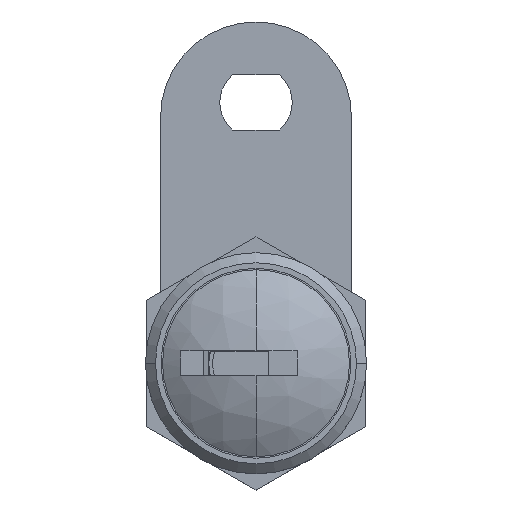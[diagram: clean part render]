
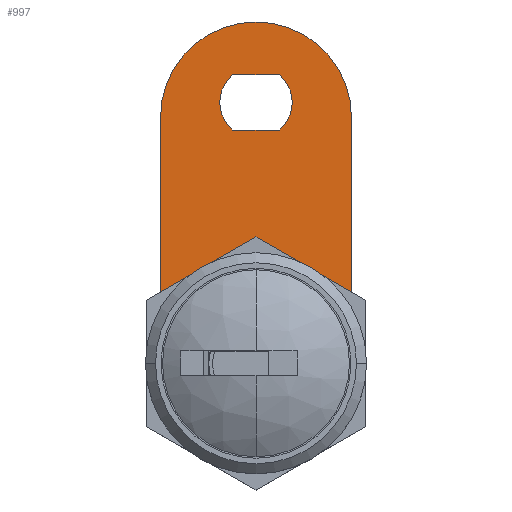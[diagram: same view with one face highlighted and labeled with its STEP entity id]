
A CAD part, top view. The second image highlights one B-rep face of the part: STEP entity #997.
In plain terms, the highlighted planar face has unit normal (0, 0, 1).
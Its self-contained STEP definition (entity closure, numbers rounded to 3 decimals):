
#656 = VERTEX_POINT ( 'NONE', #2860 ) ;
#657 = VERTEX_POINT ( 'NONE', #2859 ) ;
#997 = ADVANCED_FACE ( 'NONE', ( #3473, #3472, #3471 ), #3470, .T. ) ;
#998 = EDGE_LOOP ( 'NONE', ( #999, #1160, #1138, #1141 ) ) ;
#999 = ORIENTED_EDGE ( 'NONE', *, *, #1000, .F. ) ;
#1000 = EDGE_CURVE ( 'NONE', #656, #657, #3465, .T. ) ;
#1047 = EDGE_CURVE ( 'NONE', #1104, #1119, #3569, .T. ) ;
#1056 = VERTEX_POINT ( 'NONE', #3614 ) ;
#1058 = EDGE_CURVE ( 'NONE', #1056, #1059, #3613, .T. ) ;
#1059 = VERTEX_POINT ( 'NONE', #3608 ) ;
#1089 = EDGE_CURVE ( 'NONE', #1090, #1103, #3649, .T. ) ;
#1090 = VERTEX_POINT ( 'NONE', #3645 ) ;
#1102 = EDGE_CURVE ( 'NONE', #1103, #1104, #3628, .T. ) ;
#1103 = VERTEX_POINT ( 'NONE', #3624 ) ;
#1104 = VERTEX_POINT ( 'NONE', #3623 ) ;
#1118 = EDGE_CURVE ( 'NONE', #1119, #1090, #3655, .T. ) ;
#1119 = VERTEX_POINT ( 'NONE', #3651 ) ;
#1136 = EDGE_CURVE ( 'NONE', #1137, #656, #3684, .T. ) ;
#1137 = VERTEX_POINT ( 'NONE', #3680 ) ;
#1138 = ORIENTED_EDGE ( 'NONE', *, *, #1139, .F. ) ;
#1139 = EDGE_CURVE ( 'NONE', #1140, #1137, #3744, .T. ) ;
#1140 = VERTEX_POINT ( 'NONE', #3739 ) ;
#1141 = ORIENTED_EDGE ( 'NONE', *, *, #1142, .F. ) ;
#1142 = EDGE_CURVE ( 'NONE', #657, #1140, #3738, .T. ) ;
#1143 = EDGE_LOOP ( 'NONE', ( #1144, #1147, #1150, #1153, #1155 ) ) ;
#1144 = ORIENTED_EDGE ( 'NONE', *, *, #1145, .F. ) ;
#1145 = EDGE_CURVE ( 'NONE', #1146, #1056, #3734, .T. ) ;
#1146 = VERTEX_POINT ( 'NONE', #3729 ) ;
#1147 = ORIENTED_EDGE ( 'NONE', *, *, #1148, .F. ) ;
#1148 = EDGE_CURVE ( 'NONE', #1149, #1146, #3728, .T. ) ;
#1149 = VERTEX_POINT ( 'NONE', #3724 ) ;
#1150 = ORIENTED_EDGE ( 'NONE', *, *, #1151, .F. ) ;
#1151 = EDGE_CURVE ( 'NONE', #1152, #1149, #3723, .T. ) ;
#1152 = VERTEX_POINT ( 'NONE', #3718 ) ;
#1153 = ORIENTED_EDGE ( 'NONE', *, *, #1154, .F. ) ;
#1154 = EDGE_CURVE ( 'NONE', #1059, #1152, #3717, .T. ) ;
#1155 = ORIENTED_EDGE ( 'NONE', *, *, #1058, .F. ) ;
#1156 = EDGE_LOOP ( 'NONE', ( #1157, #1158, #1159, #1161 ) ) ;
#1157 = ORIENTED_EDGE ( 'NONE', *, *, #1102, .T. ) ;
#1158 = ORIENTED_EDGE ( 'NONE', *, *, #1047, .T. ) ;
#1159 = ORIENTED_EDGE ( 'NONE', *, *, #1118, .T. ) ;
#1160 = ORIENTED_EDGE ( 'NONE', *, *, #1136, .F. ) ;
#1161 = ORIENTED_EDGE ( 'NONE', *, *, #1089, .T. ) ;
#2859 = CARTESIAN_POINT ( 'NONE',  ( -2.75, 28.323, 0. ) ) ;
#2860 = CARTESIAN_POINT ( 'NONE',  ( 2.75, 28.323, 0. ) ) ;
#3461 = DIRECTION ( 'NONE',  ( 1., 0., 0. ) ) ;
#3462 = DIRECTION ( 'NONE',  ( 0., 0., 1. ) ) ;
#3463 = CARTESIAN_POINT ( 'NONE',  ( 0., 26., 0. ) ) ;
#3464 = AXIS2_PLACEMENT_3D ( 'NONE', #3463, #3462, #3461 ) ;
#3465 = CIRCLE ( 'NONE', #3464, 3.6 ) ;
#3466 = DIRECTION ( 'NONE',  ( 1., 0., 0. ) ) ;
#3467 = DIRECTION ( 'NONE',  ( 0., 0., 1. ) ) ;
#3468 = CARTESIAN_POINT ( 'NONE',  ( 0., 24.5, 0. ) ) ;
#3469 = AXIS2_PLACEMENT_3D ( 'NONE', #3468, #3467, #3466 ) ;
#3470 = PLANE ( 'NONE',  #3469 ) ;
#3471 = FACE_OUTER_BOUND ( 'NONE', #1156, .T. ) ;
#3472 = FACE_BOUND ( 'NONE', #1143, .T. ) ;
#3473 = FACE_BOUND ( 'NONE', #998, .T. ) ;
#3566 = DIRECTION ( 'NONE',  ( 0., -1., 0. ) ) ;
#3567 = VECTOR ( 'NONE', #3566, 1000. ) ;
#3568 = CARTESIAN_POINT ( 'NONE',  ( -9.5, 1.5, 0. ) ) ;
#3569 = LINE ( 'NONE', #3568, #3567 ) ;
#3608 = CARTESIAN_POINT ( 'NONE',  ( 2.323, 2.75, 0. ) ) ;
#3609 = DIRECTION ( 'NONE',  ( 1., 0., 0. ) ) ;
#3610 = DIRECTION ( 'NONE',  ( 0., 0., 1. ) ) ;
#3611 = CARTESIAN_POINT ( 'NONE',  ( 0., 0., 0. ) ) ;
#3612 = AXIS2_PLACEMENT_3D ( 'NONE', #3611, #3610, #3609 ) ;
#3613 = CIRCLE ( 'NONE', #3612, 3.6 ) ;
#3614 = CARTESIAN_POINT ( 'NONE',  ( 3.6, 0., 0. ) ) ;
#3623 = CARTESIAN_POINT ( 'NONE',  ( -9.5, 24.5, 0. ) ) ;
#3624 = CARTESIAN_POINT ( 'NONE',  ( 9.5, 24.5, 0. ) ) ;
#3625 = DIRECTION ( 'NONE',  ( 1., 0., 0. ) ) ;
#3626 = DIRECTION ( 'NONE',  ( 0., 0., 1. ) ) ;
#3627 = AXIS2_PLACEMENT_3D ( 'NONE', #3633, #3626, #3625 ) ;
#3628 = CIRCLE ( 'NONE', #3627, 9.5 ) ;
#3633 = CARTESIAN_POINT ( 'NONE',  ( 0., 24.5, 0. ) ) ;
#3645 = CARTESIAN_POINT ( 'NONE',  ( 9.5, 1.5, 0. ) ) ;
#3646 = DIRECTION ( 'NONE',  ( 0., 1., 0. ) ) ;
#3647 = VECTOR ( 'NONE', #3646, 1000. ) ;
#3648 = CARTESIAN_POINT ( 'NONE',  ( 9.5, 24.5, 0. ) ) ;
#3649 = LINE ( 'NONE', #3648, #3647 ) ;
#3651 = CARTESIAN_POINT ( 'NONE',  ( -9.5, 1.5, 0. ) ) ;
#3652 = DIRECTION ( 'NONE',  ( 1., 0., 0. ) ) ;
#3653 = DIRECTION ( 'NONE',  ( 0., 0., 1. ) ) ;
#3654 = AXIS2_PLACEMENT_3D ( 'NONE', #3660, #3653, #3652 ) ;
#3655 = CIRCLE ( 'NONE', #3654, 9.5 ) ;
#3660 = CARTESIAN_POINT ( 'NONE',  ( 0., 1.5, 0. ) ) ;
#3680 = CARTESIAN_POINT ( 'NONE',  ( 2.75, 23.677, 0. ) ) ;
#3681 = DIRECTION ( 'NONE',  ( 0., 1., 0. ) ) ;
#3682 = VECTOR ( 'NONE', #3681, 1000. ) ;
#3683 = CARTESIAN_POINT ( 'NONE',  ( 2.75, 28.323, 0. ) ) ;
#3684 = LINE ( 'NONE', #3683, #3682 ) ;
#3714 = DIRECTION ( 'NONE',  ( -1., 0., 0. ) ) ;
#3715 = VECTOR ( 'NONE', #3714, 1000. ) ;
#3716 = CARTESIAN_POINT ( 'NONE',  ( -2.323, 2.75, 0. ) ) ;
#3717 = LINE ( 'NONE', #3716, #3715 ) ;
#3718 = CARTESIAN_POINT ( 'NONE',  ( -2.323, 2.75, 0. ) ) ;
#3719 = DIRECTION ( 'NONE',  ( 1., 0., 0. ) ) ;
#3720 = DIRECTION ( 'NONE',  ( 0., 0., 1. ) ) ;
#3721 = CARTESIAN_POINT ( 'NONE',  ( 0., 0., 0. ) ) ;
#3722 = AXIS2_PLACEMENT_3D ( 'NONE', #3721, #3720, #3719 ) ;
#3723 = CIRCLE ( 'NONE', #3722, 3.6 ) ;
#3724 = CARTESIAN_POINT ( 'NONE',  ( -2.323, -2.75, 0. ) ) ;
#3725 = DIRECTION ( 'NONE',  ( 1., 0., 0. ) ) ;
#3726 = VECTOR ( 'NONE', #3725, 1000. ) ;
#3727 = CARTESIAN_POINT ( 'NONE',  ( -2.323, -2.75, 0. ) ) ;
#3728 = LINE ( 'NONE', #3727, #3726 ) ;
#3729 = CARTESIAN_POINT ( 'NONE',  ( 2.323, -2.75, 0. ) ) ;
#3730 = DIRECTION ( 'NONE',  ( 1., 0., 0. ) ) ;
#3731 = DIRECTION ( 'NONE',  ( 0., 0., 1. ) ) ;
#3732 = CARTESIAN_POINT ( 'NONE',  ( 0., 0., 0. ) ) ;
#3733 = AXIS2_PLACEMENT_3D ( 'NONE', #3732, #3731, #3730 ) ;
#3734 = CIRCLE ( 'NONE', #3733, 3.6 ) ;
#3735 = DIRECTION ( 'NONE',  ( 0., -1., 0. ) ) ;
#3736 = VECTOR ( 'NONE', #3735, 1000. ) ;
#3737 = CARTESIAN_POINT ( 'NONE',  ( -2.75, 28.323, 0. ) ) ;
#3738 = LINE ( 'NONE', #3737, #3736 ) ;
#3739 = CARTESIAN_POINT ( 'NONE',  ( -2.75, 23.677, 0. ) ) ;
#3740 = DIRECTION ( 'NONE',  ( 1., 0., 0. ) ) ;
#3741 = DIRECTION ( 'NONE',  ( 0., 0., 1. ) ) ;
#3742 = CARTESIAN_POINT ( 'NONE',  ( 0., 26., 0. ) ) ;
#3743 = AXIS2_PLACEMENT_3D ( 'NONE', #3742, #3741, #3740 ) ;
#3744 = CIRCLE ( 'NONE', #3743, 3.6 ) ;
